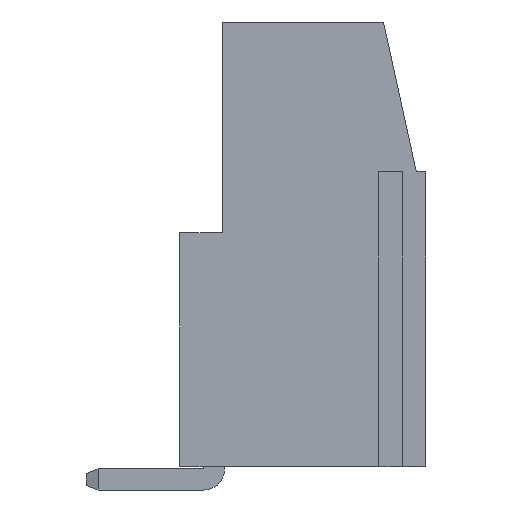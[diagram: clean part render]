
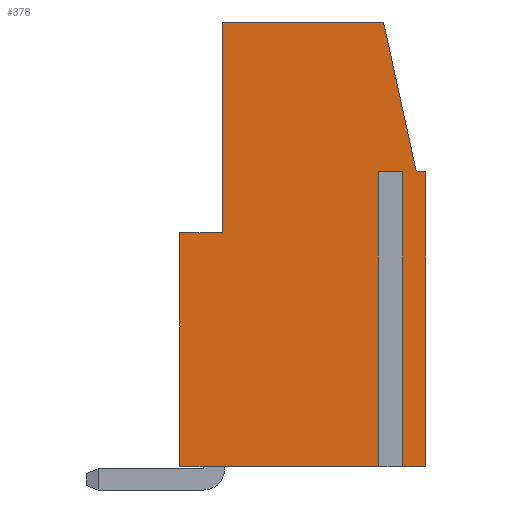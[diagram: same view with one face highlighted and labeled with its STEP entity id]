
A CAD part, left-side view. The second image highlights one B-rep face of the part: STEP entity #378.
In plain terms, the highlighted planar face has unit normal (-1, 0, 0).
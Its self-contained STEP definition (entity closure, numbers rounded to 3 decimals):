
#378 = ADVANCED_FACE( '', ( #873 ), #874, .T. );
#873 = FACE_OUTER_BOUND( '', #1564, .T. );
#874 = PLANE( '', #1565 );
#1564 = EDGE_LOOP( '', ( #2266, #2267, #2268, #2269, #2270, #2271, #2272, #2273, #2274, #2275, #2276, #2277 ) );
#1565 = AXIS2_PLACEMENT_3D( '', #2278, #2279, #2280 );
#2266 = ORIENTED_EDGE( '', *, *, #4270, .T. );
#2267 = ORIENTED_EDGE( '', *, *, #4271, .T. );
#2268 = ORIENTED_EDGE( '', *, *, #4272, .T. );
#2269 = ORIENTED_EDGE( '', *, *, #4273, .T. );
#2270 = ORIENTED_EDGE( '', *, *, #4274, .T. );
#2271 = ORIENTED_EDGE( '', *, *, #4275, .T. );
#2272 = ORIENTED_EDGE( '', *, *, #4276, .T. );
#2273 = ORIENTED_EDGE( '', *, *, #4277, .F. );
#2274 = ORIENTED_EDGE( '', *, *, #4278, .T. );
#2275 = ORIENTED_EDGE( '', *, *, #4279, .T. );
#2276 = ORIENTED_EDGE( '', *, *, #4280, .T. );
#2277 = ORIENTED_EDGE( '', *, *, #4281, .T. );
#2278 = CARTESIAN_POINT( '', ( -7.5, 0., 0. ) );
#2279 = DIRECTION( '', ( -1., 0., 0. ) );
#2280 = DIRECTION( '', ( 0., 0., 1. ) );
#4270 = EDGE_CURVE( '', #5082, #5083, #5084, .T. );
#4271 = EDGE_CURVE( '', #5083, #5085, #5086, .T. );
#4272 = EDGE_CURVE( '', #5085, #5087, #5088, .T. );
#4273 = EDGE_CURVE( '', #5087, #5089, #5090, .T. );
#4274 = EDGE_CURVE( '', #5089, #5091, #5092, .T. );
#4275 = EDGE_CURVE( '', #5091, #5093, #5094, .T. );
#4276 = EDGE_CURVE( '', #5093, #5095, #5096, .T. );
#4277 = EDGE_CURVE( '', #5097, #5095, #5098, .T. );
#4278 = EDGE_CURVE( '', #5097, #5099, #5100, .T. );
#4279 = EDGE_CURVE( '', #5099, #5101, #5102, .T. );
#4280 = EDGE_CURVE( '', #5101, #5103, #5104, .T. );
#4281 = EDGE_CURVE( '', #5103, #5082, #5105, .T. );
#5082 = VERTEX_POINT( '', #6279 );
#5083 = VERTEX_POINT( '', #6280 );
#5084 = LINE( '', #6281, #6282 );
#5085 = VERTEX_POINT( '', #6283 );
#5086 = LINE( '', #6284, #6285 );
#5087 = VERTEX_POINT( '', #6286 );
#5088 = LINE( '', #6287, #6288 );
#5089 = VERTEX_POINT( '', #6289 );
#5090 = LINE( '', #6290, #6291 );
#5091 = VERTEX_POINT( '', #6292 );
#5092 = LINE( '', #6293, #6294 );
#5093 = VERTEX_POINT( '', #6295 );
#5094 = LINE( '', #6296, #6297 );
#5095 = VERTEX_POINT( '', #6298 );
#5096 = LINE( '', #6299, #6300 );
#5097 = VERTEX_POINT( '', #6301 );
#5098 = LINE( '', #6302, #6303 );
#5099 = VERTEX_POINT( '', #6304 );
#5100 = LINE( '', #6305, #6306 );
#5101 = VERTEX_POINT( '', #6307 );
#5102 = LINE( '', #6308, #6309 );
#5103 = VERTEX_POINT( '', #6310 );
#5104 = LINE( '', #6311, #6312 );
#5105 = LINE( '', #6313, #6314 );
#6279 = CARTESIAN_POINT( '', ( -7.5, -3.2, 14. ) );
#6280 = CARTESIAN_POINT( '', ( -7.5, 3.7, 14. ) );
#6281 = CARTESIAN_POINT( '', ( -7.5, -3.2, 14. ) );
#6282 = VECTOR( '', #7931, 1000. );
#6283 = CARTESIAN_POINT( '', ( -7.5, 3.7, 5. ) );
#6284 = CARTESIAN_POINT( '', ( -7.5, 3.7, 5. ) );
#6285 = VECTOR( '', #7932, 1000. );
#6286 = CARTESIAN_POINT( '', ( -7.5, 5.5, 5. ) );
#6287 = CARTESIAN_POINT( '', ( -7.5, 5.5, 5. ) );
#6288 = VECTOR( '', #7933, 1000. );
#6289 = CARTESIAN_POINT( '', ( -7.5, 5.5, -5. ) );
#6290 = CARTESIAN_POINT( '', ( -7.5, 5.5, 5. ) );
#6291 = VECTOR( '', #7934, 1000. );
#6292 = CARTESIAN_POINT( '', ( -7.5, -3.2, -5. ) );
#6293 = CARTESIAN_POINT( '', ( -7.5, 5.5, -5. ) );
#6294 = VECTOR( '', #7935, 1000. );
#6295 = CARTESIAN_POINT( '', ( -7.5, -3.2, 7.6 ) );
#6296 = CARTESIAN_POINT( '', ( -7.5, -3.2, -31.732 ) );
#6297 = VECTOR( '', #7936, 1000. );
#6298 = CARTESIAN_POINT( '', ( -7.5, -3.8, 7.6 ) );
#6299 = CARTESIAN_POINT( '', ( -7.5, -3.8, 7.6 ) );
#6300 = VECTOR( '', #7937, 1000. );
#6301 = CARTESIAN_POINT( '', ( -7.5, -3.8, -5. ) );
#6302 = CARTESIAN_POINT( '', ( -7.5, -3.8, -31.732 ) );
#6303 = VECTOR( '', #7938, 1000. );
#6304 = CARTESIAN_POINT( '', ( -7.5, -5., -5. ) );
#6305 = CARTESIAN_POINT( '', ( -7.5, 5.5, -5. ) );
#6306 = VECTOR( '', #7939, 1000. );
#6307 = CARTESIAN_POINT( '', ( -7.5, -5., 7.6 ) );
#6308 = CARTESIAN_POINT( '', ( -7.5, -5., -5. ) );
#6309 = VECTOR( '', #7940, 1000. );
#6310 = CARTESIAN_POINT( '', ( -7.5, -4.6, 7.6 ) );
#6311 = CARTESIAN_POINT( '', ( -7.5, -4.6, 7.6 ) );
#6312 = VECTOR( '', #7941, 1000. );
#6313 = CARTESIAN_POINT( '', ( -7.5, -3.2, 14. ) );
#6314 = VECTOR( '', #7942, 1000. );
#7931 = DIRECTION( '', ( 0., 1., 0. ) );
#7932 = DIRECTION( '', ( 0., 0., -1. ) );
#7933 = DIRECTION( '', ( 0., 1., 0. ) );
#7934 = DIRECTION( '', ( 0., 0., -1. ) );
#7935 = DIRECTION( '', ( 0., -1., 0. ) );
#7936 = DIRECTION( '', ( 0., 0., 1. ) );
#7937 = DIRECTION( '', ( 0., -1., 0. ) );
#7938 = DIRECTION( '', ( 0., 0., 1. ) );
#7939 = DIRECTION( '', ( 0., -1., 0. ) );
#7940 = DIRECTION( '', ( 0., 0., 1. ) );
#7941 = DIRECTION( '', ( 0., 1., 0. ) );
#7942 = DIRECTION( '', ( 0., 0.214, 0.977 ) );
